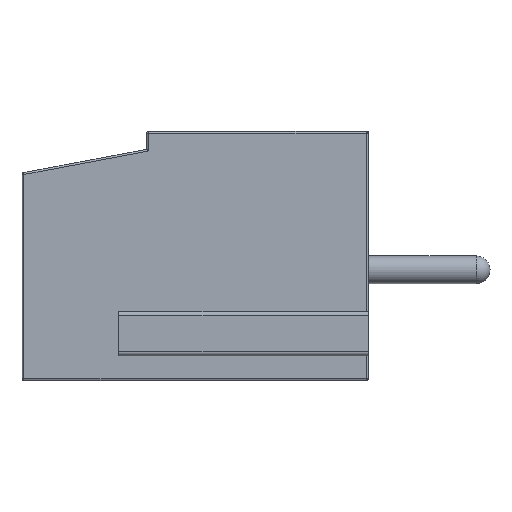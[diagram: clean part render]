
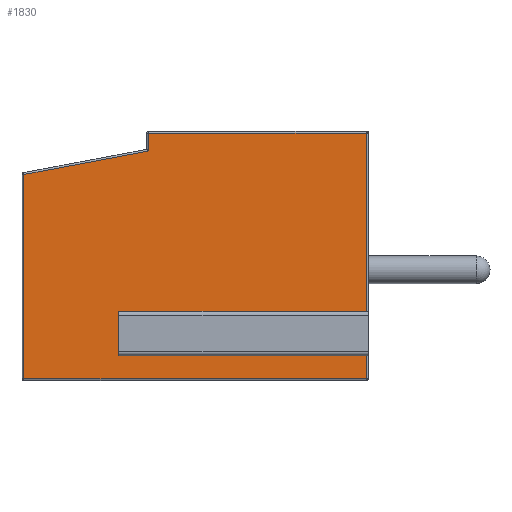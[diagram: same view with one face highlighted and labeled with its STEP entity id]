
A CAD part, left-side view. The second image highlights one B-rep face of the part: STEP entity #1830.
In plain terms, the highlighted planar face has unit normal (-1, 0, 0).
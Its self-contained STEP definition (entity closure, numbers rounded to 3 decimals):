
#104 = CARTESIAN_POINT ( 'NONE',  ( -5., -6.18, -3.3 ) ) ;
#371 = CARTESIAN_POINT ( 'NONE',  ( -5., -6.18, 0. ) ) ;
#460 = VECTOR ( 'NONE', #1788, 1000. ) ;
#594 = LINE ( 'NONE', #371, #1780 ) ;
#625 = CARTESIAN_POINT ( 'NONE',  ( -5., 2.75, -2.3 ) ) ;
#652 = VECTOR ( 'NONE', #6922, 1000. ) ;
#677 = CARTESIAN_POINT ( 'NONE',  ( -5., 2.75, -2.3 ) ) ;
#736 = LINE ( 'NONE', #3143, #652 ) ;
#883 = CARTESIAN_POINT ( 'NONE',  ( -5., -6.18, 4.43 ) ) ;
#891 = DIRECTION ( 'NONE',  ( 0., 0., -1. ) ) ;
#1116 = LINE ( 'NONE', #3292, #1300 ) ;
#1160 = CARTESIAN_POINT ( 'NONE',  ( -5., 1.68, 4.43 ) ) ;
#1172 = ORIENTED_EDGE ( 'NONE', *, *, #3729, .T. ) ;
#1230 = EDGE_CURVE ( 'NONE', #2879, #6609, #3330, .T. ) ;
#1285 = ORIENTED_EDGE ( 'NONE', *, *, #3728, .T. ) ;
#1300 = VECTOR ( 'NONE', #4914, 1000. ) ;
#1461 = CARTESIAN_POINT ( 'NONE',  ( -5., 2.75, -3.3 ) ) ;
#1584 = DIRECTION ( 'NONE',  ( 0., 1., 0. ) ) ;
#1780 = VECTOR ( 'NONE', #5363, 1000. ) ;
#1788 = DIRECTION ( 'NONE',  ( 0., -1., 0. ) ) ;
#1808 = VERTEX_POINT ( 'NONE', #2952 ) ;
#1830 = ADVANCED_FACE ( 'NONE', ( #5639 ), #4169, .F. ) ;
#2029 = VERTEX_POINT ( 'NONE', #6959 ) ;
#2031 = VECTOR ( 'NONE', #1584, 1000. ) ;
#2050 = VERTEX_POINT ( 'NONE', #5391 ) ;
#2162 = DIRECTION ( 'NONE',  ( 0., 0., -1. ) ) ;
#2191 = ORIENTED_EDGE ( 'NONE', *, *, #5981, .T. ) ;
#2226 = ORIENTED_EDGE ( 'NONE', *, *, #5286, .T. ) ;
#2269 = AXIS2_PLACEMENT_3D ( 'NONE', #6343, #5195, #891 ) ;
#2500 = LINE ( 'NONE', #6698, #5446 ) ;
#2703 = CARTESIAN_POINT ( 'NONE',  ( -5., 0., 4.43 ) ) ;
#2761 = VERTEX_POINT ( 'NONE', #677 ) ;
#2871 = CARTESIAN_POINT ( 'NONE',  ( -5., -6.18, -4.43 ) ) ;
#2879 = VERTEX_POINT ( 'NONE', #1160 ) ;
#2952 = CARTESIAN_POINT ( 'NONE',  ( -5., -6.18, -2.3 ) ) ;
#3143 = CARTESIAN_POINT ( 'NONE',  ( -5., -6.18, 0. ) ) ;
#3163 = VECTOR ( 'NONE', #2162, 1000. ) ;
#3292 = CARTESIAN_POINT ( 'NONE',  ( -5., 0.749, 3.968 ) ) ;
#3330 = LINE ( 'NONE', #6543, #6533 ) ;
#3367 = EDGE_CURVE ( 'NONE', #6609, #2050, #1116, .T. ) ;
#3372 = DIRECTION ( 'NONE',  ( 0., 0., -1. ) ) ;
#3462 = LINE ( 'NONE', #2703, #2031 ) ;
#3496 = DIRECTION ( 'NONE',  ( 0., 0., -1. ) ) ;
#3674 = CARTESIAN_POINT ( 'NONE',  ( -5., 6.18, 0. ) ) ;
#3728 = EDGE_CURVE ( 'NONE', #4214, #2879, #3462, .T. ) ;
#3729 = EDGE_CURVE ( 'NONE', #1808, #4214, #594, .T. ) ;
#4094 = VECTOR ( 'NONE', #5260, 1000. ) ;
#4169 = PLANE ( 'NONE',  #2269 ) ;
#4214 = VERTEX_POINT ( 'NONE', #883 ) ;
#4284 = ORIENTED_EDGE ( 'NONE', *, *, #5851, .F. ) ;
#4450 = ORIENTED_EDGE ( 'NONE', *, *, #3367, .T. ) ;
#4542 = VERTEX_POINT ( 'NONE', #5267 ) ;
#4556 = VECTOR ( 'NONE', #6265, 1000. ) ;
#4707 = EDGE_LOOP ( 'NONE', ( #2191, #2226, #5689, #4284, #5540, #1172, #1285, #6914, #4450, #6128 ) ) ;
#4810 = LINE ( 'NONE', #1461, #4556 ) ;
#4873 = VERTEX_POINT ( 'NONE', #104 ) ;
#4914 = DIRECTION ( 'NONE',  ( 0., 0.983, -0.186 ) ) ;
#5141 = EDGE_CURVE ( 'NONE', #2029, #4873, #4810, .T. ) ;
#5195 = DIRECTION ( 'NONE',  ( 1., 0., 0. ) ) ;
#5249 = EDGE_CURVE ( 'NONE', #2050, #4542, #6718, .T. ) ;
#5260 = DIRECTION ( 'NONE',  ( 0., -1., 0. ) ) ;
#5267 = CARTESIAN_POINT ( 'NONE',  ( -5., 6.18, -4.43 ) ) ;
#5286 = EDGE_CURVE ( 'NONE', #6319, #4873, #736, .T. ) ;
#5363 = DIRECTION ( 'NONE',  ( 0., 0., 1. ) ) ;
#5391 = CARTESIAN_POINT ( 'NONE',  ( -5., 6.18, 2.942 ) ) ;
#5446 = VECTOR ( 'NONE', #3496, 1000. ) ;
#5540 = ORIENTED_EDGE ( 'NONE', *, *, #5638, .T. ) ;
#5638 = EDGE_CURVE ( 'NONE', #2761, #1808, #6703, .T. ) ;
#5639 = FACE_OUTER_BOUND ( 'NONE', #4707, .T. ) ;
#5689 = ORIENTED_EDGE ( 'NONE', *, *, #5141, .F. ) ;
#5835 = CARTESIAN_POINT ( 'NONE',  ( -5., 1.68, 3.792 ) ) ;
#5851 = EDGE_CURVE ( 'NONE', #2761, #2029, #2500, .T. ) ;
#5981 = EDGE_CURVE ( 'NONE', #4542, #6319, #6426, .T. ) ;
#6128 = ORIENTED_EDGE ( 'NONE', *, *, #5249, .T. ) ;
#6265 = DIRECTION ( 'NONE',  ( 0., -1., 0. ) ) ;
#6319 = VERTEX_POINT ( 'NONE', #2871 ) ;
#6343 = CARTESIAN_POINT ( 'NONE',  ( -5., 0., 0. ) ) ;
#6426 = LINE ( 'NONE', #6829, #4094 ) ;
#6533 = VECTOR ( 'NONE', #3372, 1000. ) ;
#6543 = CARTESIAN_POINT ( 'NONE',  ( -5., 1.68, 0. ) ) ;
#6609 = VERTEX_POINT ( 'NONE', #5835 ) ;
#6698 = CARTESIAN_POINT ( 'NONE',  ( -5., 2.75, 0. ) ) ;
#6703 = LINE ( 'NONE', #625, #460 ) ;
#6718 = LINE ( 'NONE', #3674, #3163 ) ;
#6829 = CARTESIAN_POINT ( 'NONE',  ( -5., 0., -4.43 ) ) ;
#6914 = ORIENTED_EDGE ( 'NONE', *, *, #1230, .T. ) ;
#6922 = DIRECTION ( 'NONE',  ( 0., 0., 1. ) ) ;
#6959 = CARTESIAN_POINT ( 'NONE',  ( -5., 2.75, -3.3 ) ) ;
